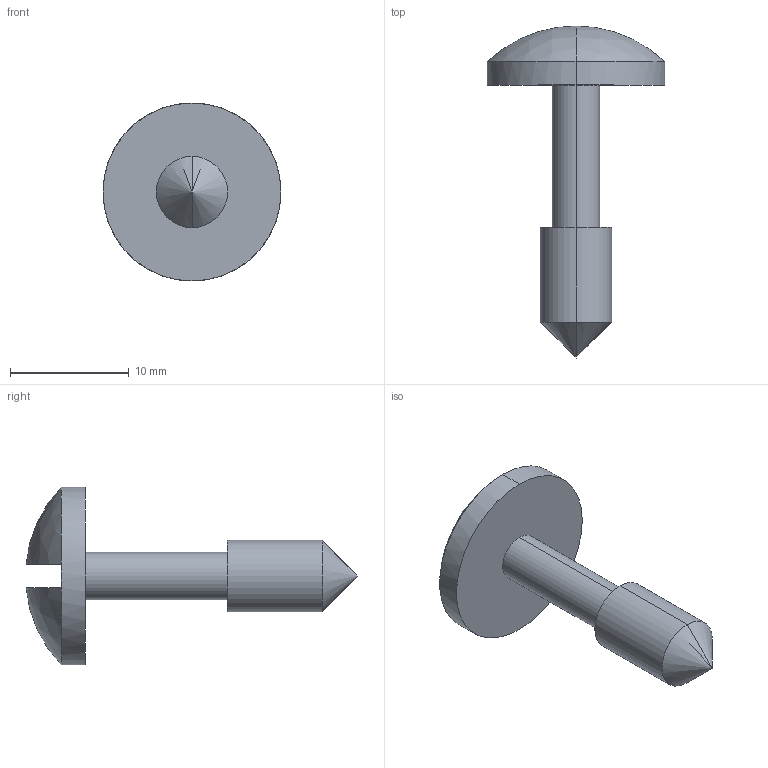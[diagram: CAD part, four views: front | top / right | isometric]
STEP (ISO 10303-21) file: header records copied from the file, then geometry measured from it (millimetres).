
FILE_DESCRIPTION (( 'STEP AP203' ), '1' );
FILE_NAME ('C-281-M6-4.STEP', '2012-03-27T08:12:50', ( '11sw' ), ( 'タキゲン製造株式会社' ), 'SwSTEP 2.0', 'SolidWorks 2011', '' );
FILE_SCHEMA (( 'CONFIG_CONTROL_DESIGN' ));
Length unit declared in the file: millimetre
Products named in the file (1): C-281-M6-4
Bounding box: 15 x 27.98 x 15 mm (x, y, z)
Volume: 978.9 mm3; surface area: 879 mm2
Topology: 1 solids, 1 shells, 17 faces, 34 edges, 19 vertices
Faces by surface type: cylinder 6, plane 5, sphere 4, cone 2
Entity records: 509 total; most frequent: DIRECTION 90, CARTESIAN_POINT 69, ORIENTED_EDGE 64, AXIS2_PLACEMENT_3D 40, EDGE_CURVE 32, CIRCLE 22, EDGE_LOOP 19, VERTEX_POINT 19
